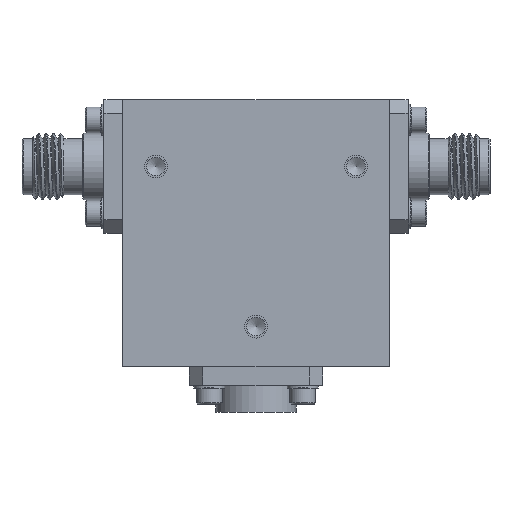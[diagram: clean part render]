
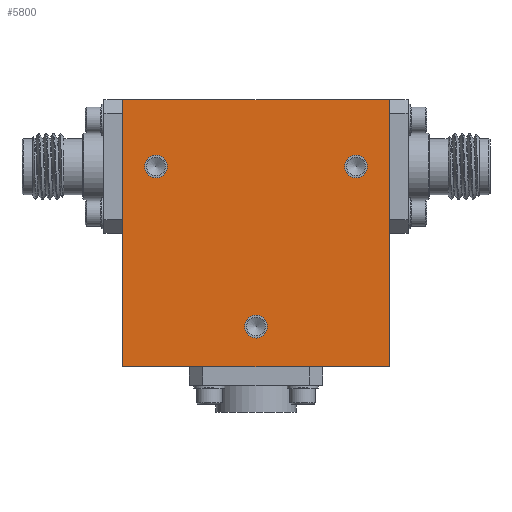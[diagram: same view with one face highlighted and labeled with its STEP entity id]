
A CAD part, top view. The second image highlights one B-rep face of the part: STEP entity #5800.
In plain terms, the highlighted planar face has unit normal (0, 0, 1).
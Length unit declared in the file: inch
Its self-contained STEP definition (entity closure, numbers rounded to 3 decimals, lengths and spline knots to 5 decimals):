
#87 = EDGE_CURVE ( 'NONE', #12164, #11518, #211, .T. ) ;
#211 = LINE ( 'NONE', #10410, #21528 ) ;
#384 = DIRECTION ( 'NONE',  ( 0., -1., 0. ) ) ;
#582 = CARTESIAN_POINT ( 'NONE',  ( -0.5, -0.5, 0.285 ) ) ;
#644 = LINE ( 'NONE', #6547, #7707 ) ;
#660 = VERTEX_POINT ( 'NONE', #14502 ) ;
#911 = CIRCLE ( 'NONE', #4998, 0.043 ) ;
#944 = ORIENTED_EDGE ( 'NONE', *, *, #16554, .F. ) ;
#1526 = AXIS2_PLACEMENT_3D ( 'NONE', #15806, #9260, #4356 ) ;
#3226 = VERTEX_POINT ( 'NONE', #17713 ) ;
#3280 = DIRECTION ( 'NONE',  ( 1., 0., 0. ) ) ;
#4001 = CARTESIAN_POINT ( 'NONE',  ( 0.5, -0.5, 0.285 ) ) ;
#4202 = PLANE ( 'NONE',  #1526 ) ;
#4279 = EDGE_CURVE ( 'NONE', #11518, #7847, #644, .T. ) ;
#4343 = AXIS2_PLACEMENT_3D ( 'NONE', #5290, #20616, #10352 ) ;
#4356 = DIRECTION ( 'NONE',  ( -1., 0., 0. ) ) ;
#4366 = FACE_BOUND ( 'NONE', #9869, .T. ) ;
#4400 = EDGE_CURVE ( 'NONE', #17126, #17126, #911, .T. ) ;
#4604 = EDGE_LOOP ( 'NONE', ( #9810 ) ) ;
#4998 = AXIS2_PLACEMENT_3D ( 'NONE', #15583, #7051, #13762 ) ;
#5290 = CARTESIAN_POINT ( 'NONE',  ( 0., -0.35, 0.285 ) ) ;
#5800 = ADVANCED_FACE ( 'NONE', ( #4366, #19092, #8805, #11699 ), #4202, .F. ) ;
#6547 = CARTESIAN_POINT ( 'NONE',  ( -0.5, -0.5, 0.285 ) ) ;
#7051 = DIRECTION ( 'NONE',  ( 0., 0., 1. ) ) ;
#7416 = ORIENTED_EDGE ( 'NONE', *, *, #4279, .T. ) ;
#7562 = LINE ( 'NONE', #17415, #15450 ) ;
#7707 = VECTOR ( 'NONE', #3280, 39.37008 ) ;
#7812 = CARTESIAN_POINT ( 'NONE',  ( -0.375, 0.25, 0.285 ) ) ;
#7847 = VERTEX_POINT ( 'NONE', #4001 ) ;
#8196 = CIRCLE ( 'NONE', #13261, 0.043 ) ;
#8538 = EDGE_LOOP ( 'NONE', ( #14534, #14573, #21151, #7416 ) ) ;
#8805 = FACE_BOUND ( 'NONE', #15531, .T. ) ;
#9260 = DIRECTION ( 'NONE',  ( 0., 0., -1. ) ) ;
#9351 = EDGE_CURVE ( 'NONE', #3226, #12164, #7562, .T. ) ;
#9810 = ORIENTED_EDGE ( 'NONE', *, *, #4400, .F. ) ;
#9869 = EDGE_LOOP ( 'NONE', ( #17720 ) ) ;
#10334 = VECTOR ( 'NONE', #18161, 39.37008 ) ;
#10352 = DIRECTION ( 'NONE',  ( 1., 0., 0. ) ) ;
#10410 = CARTESIAN_POINT ( 'NONE',  ( -0.5, -0.5, 0.285 ) ) ;
#11518 = VERTEX_POINT ( 'NONE', #582 ) ;
#11699 = FACE_OUTER_BOUND ( 'NONE', #8538, .T. ) ;
#12164 = VERTEX_POINT ( 'NONE', #20171 ) ;
#12284 = DIRECTION ( 'NONE',  ( -1., 0., 0. ) ) ;
#13261 = AXIS2_PLACEMENT_3D ( 'NONE', #7812, #16319, #18108 ) ;
#13762 = DIRECTION ( 'NONE',  ( 1., 0., 0. ) ) ;
#14502 = CARTESIAN_POINT ( 'NONE',  ( -0.332, 0.25, 0.285 ) ) ;
#14534 = ORIENTED_EDGE ( 'NONE', *, *, #14689, .T. ) ;
#14573 = ORIENTED_EDGE ( 'NONE', *, *, #9351, .T. ) ;
#14689 = EDGE_CURVE ( 'NONE', #7847, #3226, #21448, .T. ) ;
#15450 = VECTOR ( 'NONE', #12284, 39.37008 ) ;
#15531 = EDGE_LOOP ( 'NONE', ( #944 ) ) ;
#15583 = CARTESIAN_POINT ( 'NONE',  ( 0.375, 0.25, 0.285 ) ) ;
#15806 = CARTESIAN_POINT ( 'NONE',  ( 0., 0., 0.285 ) ) ;
#15820 = CARTESIAN_POINT ( 'NONE',  ( 0.043, -0.35, 0.285 ) ) ;
#16319 = DIRECTION ( 'NONE',  ( 0., 0., 1. ) ) ;
#16554 = EDGE_CURVE ( 'NONE', #20671, #20671, #21171, .T. ) ;
#17126 = VERTEX_POINT ( 'NONE', #18571 ) ;
#17415 = CARTESIAN_POINT ( 'NONE',  ( -0.5, 0.5, 0.285 ) ) ;
#17713 = CARTESIAN_POINT ( 'NONE',  ( 0.5, 0.5, 0.285 ) ) ;
#17720 = ORIENTED_EDGE ( 'NONE', *, *, #20918, .F. ) ;
#18108 = DIRECTION ( 'NONE',  ( 1., 0., 0. ) ) ;
#18161 = DIRECTION ( 'NONE',  ( 0., 1., 0. ) ) ;
#18571 = CARTESIAN_POINT ( 'NONE',  ( 0.418, 0.25, 0.285 ) ) ;
#19092 = FACE_BOUND ( 'NONE', #4604, .T. ) ;
#19948 = CARTESIAN_POINT ( 'NONE',  ( 0.5, -0.5, 0.285 ) ) ;
#20171 = CARTESIAN_POINT ( 'NONE',  ( -0.5, 0.5, 0.285 ) ) ;
#20616 = DIRECTION ( 'NONE',  ( 0., 0., 1. ) ) ;
#20671 = VERTEX_POINT ( 'NONE', #15820 ) ;
#20918 = EDGE_CURVE ( 'NONE', #660, #660, #8196, .T. ) ;
#21151 = ORIENTED_EDGE ( 'NONE', *, *, #87, .T. ) ;
#21171 = CIRCLE ( 'NONE', #4343, 0.043 ) ;
#21448 = LINE ( 'NONE', #19948, #10334 ) ;
#21528 = VECTOR ( 'NONE', #384, 39.37008 ) ;
